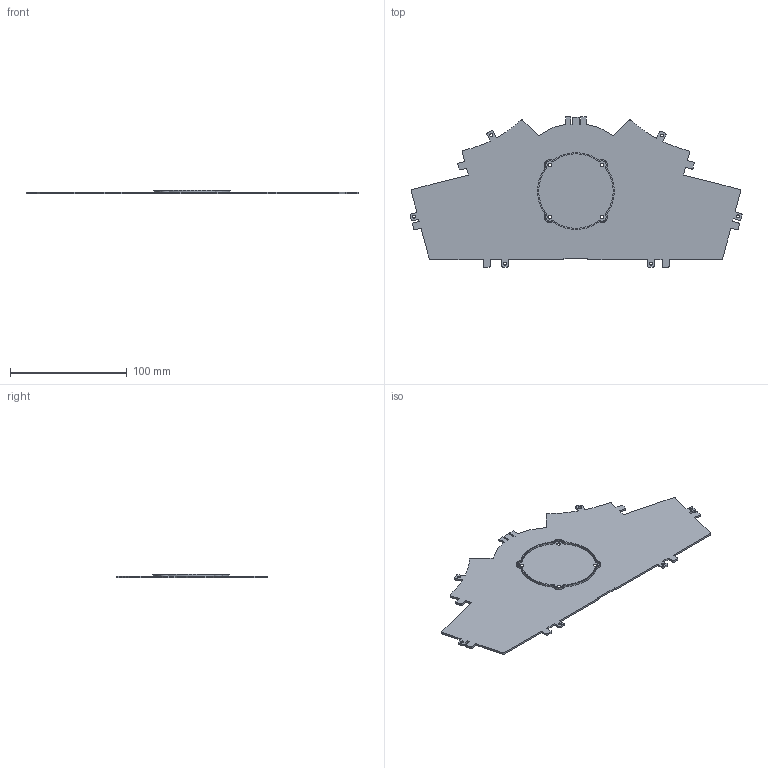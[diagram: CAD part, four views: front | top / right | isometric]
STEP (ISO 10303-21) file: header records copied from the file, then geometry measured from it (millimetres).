
FILE_DESCRIPTION(/* description */ (''),/* implementation_level */ '2;1');
FILE_NAME(/* name */ 'DragonFruitBottomPlate.step',/* time_stamp */ '2023-11-07T01:50:39-08:00',/* author */ (''),/* organization */ (''),/* preprocessor_version */ 'ST-DEVELOPER v20',/* originating_system */ 'Autodesk Translation Framework v12.14.0.127',/* authorisation */ '');
FILE_SCHEMA (('AUTOMOTIVE_DESIGN { 1 0 10303 214 3 1 1 }'));
Length unit declared in the file: millimetre
Products named in the file (1): DragonFruitCorrected
Bounding box: 283.9 x 128.53 x 3.25 mm (x, y, z)
Volume: 42184.4 mm3; surface area: 54681 mm2
Topology: 1 solids, 1 shells, 734 faces, 2190 edges, 1460 vertices
Faces by surface type: plane 690, cylinder 40, cone 4
Full cylindrical faces by diameter (mm): 2.5 x6
Entity records: 24319 total; most frequent: CARTESIAN_POINT 4385, ORIENTED_EDGE 4380, DIRECTION 3748, EDGE_CURVE 2190, LINE 2102, VECTOR 2102, VERTEX_POINT 1460, AXIS2_PLACEMENT_3D 823
